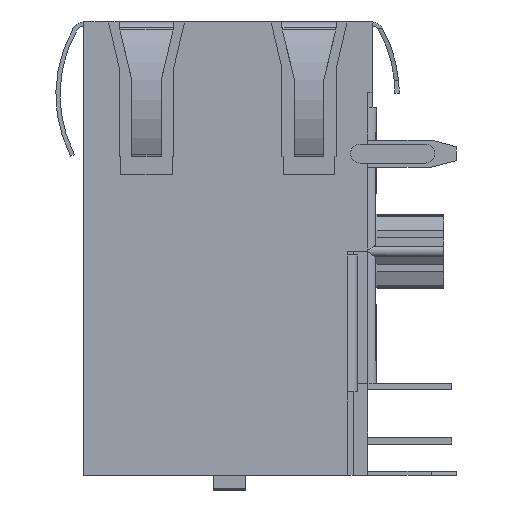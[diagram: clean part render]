
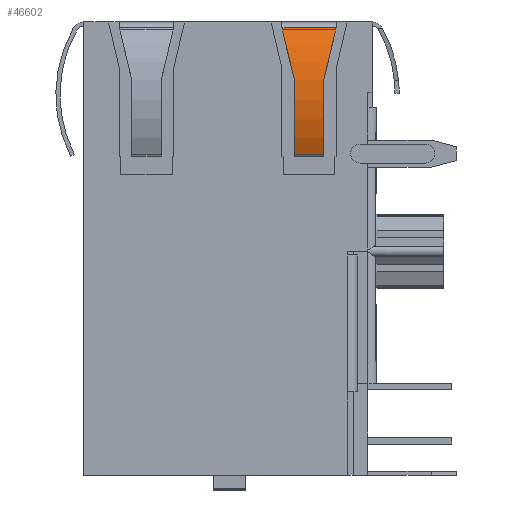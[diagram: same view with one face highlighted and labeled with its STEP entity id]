
A CAD part, left-side view. The second image highlights one B-rep face of the part: STEP entity #46602.
In plain terms, the highlighted cylindrical face has radius 6.346 mm (diameter 12.692 mm), a partial arc.
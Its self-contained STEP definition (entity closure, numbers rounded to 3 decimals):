
#16252=CARTESIAN_POINT('',(-30.797,-4.504,-2.717));
#16253=CARTESIAN_POINT('',(-30.703,-4.708,
-1.852));
#16254=CARTESIAN_POINT('',(-30.442,-4.9,
-1.038));
#16255=CARTESIAN_POINT('',(-30.01,-5.079,-0.277));
#16271=CARTESIAN_POINT('',(-30.01,-2.539,-0.277));
#16272=CARTESIAN_POINT('',(-30.442,-2.718,
-1.038));
#16273=CARTESIAN_POINT('',(-30.703,-2.91,
-1.852));
#16274=CARTESIAN_POINT('',(-30.797,-3.114,-2.717));
#16304=CARTESIAN_POINT('',(-24.489,-3.114,-3.406));
#16305=DIRECTION('',(0.,-1.,0.));
#16306=DIRECTION('',(-0.994,0.,0.109));
#16307=AXIS2_PLACEMENT_3D('',#16304,#16305,#16306);
#16313=DIRECTION('',(0.,-1.,0.));
#16314=VECTOR('',#16313,1.39);
#16315=CARTESIAN_POINT('',(-30.137,-3.114,-6.3));
#16316=LINE('',#16315,#16314);
#16321=DIRECTION('',(0.,-1.,0.));
#16322=VECTOR('',#16321,2.54);
#16323=CARTESIAN_POINT('',(-30.01,-2.539,-0.277));
#16324=LINE('',#16323,#16322);
#16329=CARTESIAN_POINT('',(-24.489,-4.504,-3.406));
#16330=DIRECTION('',(0.,1.,0.));
#16331=DIRECTION('',(-0.89,0.,-0.456));
#16332=AXIS2_PLACEMENT_3D('',#16329,#16330,#16331);
#24386=CARTESIAN_POINT('',(-30.01,-2.539,-0.277));
#24388=VERTEX_POINT('',#24386);
#24390=CARTESIAN_POINT('',(-30.01,-5.079,-0.277));
#24392=VERTEX_POINT('',#24390);
#24423=CARTESIAN_POINT('',(-30.137,-3.114,-6.3));
#24425=VERTEX_POINT('',#24423);
#24427=CARTESIAN_POINT('',(-30.137,-4.504,-6.3));
#24429=VERTEX_POINT('',#24427);
#24448=CARTESIAN_POINT('',(-30.797,-3.114,-2.717));
#24449=VERTEX_POINT('',#24448);
#24450=CARTESIAN_POINT('',(-30.797,-4.504,-2.717));
#24451=VERTEX_POINT('',#24450);
#46587=CARTESIAN_POINT('',(-24.489,-2.539,-3.406));
#46588=DIRECTION('',(0.,-1.,0.));
#46589=DIRECTION('',(0.,0.,-1.));
#46590=AXIS2_PLACEMENT_3D('',#46587,#46588,#46589);
#46591=CYLINDRICAL_SURFACE('',#46590,6.346);
#46592=ORIENTED_EDGE('',*,*,#46568,.F.);
#46593=ORIENTED_EDGE('',*,*,#46535,.F.);
#46595=ORIENTED_EDGE('',*,*,#46594,.T.);
#46596=ORIENTED_EDGE('',*,*,#46503,.F.);
#46598=ORIENTED_EDGE('',*,*,#46597,.F.);
#46599=ORIENTED_EDGE('',*,*,#46579,.F.);
#46600=EDGE_LOOP('',(#46592,#46593,#46595,#46596,#46598,#46599));
#46601=FACE_OUTER_BOUND('',#46600,.F.);
#46602=ADVANCED_FACE('',(#46601),#46591,.T.);
#16256=B_SPLINE_CURVE_WITH_KNOTS('',3,(#16252,#16253,#16254,#16255),
.UNSPECIFIED.,.F.,.F.,(4,4),(0.,1.),.UNSPECIFIED.);
#16275=B_SPLINE_CURVE_WITH_KNOTS('',3,(#16271,#16272,#16273,#16274),
.UNSPECIFIED.,.F.,.F.,(4,4),(0.,1.),.UNSPECIFIED.);
#16308=CIRCLE('',#16307,6.346);
#16333=CIRCLE('',#16332,6.346);
#46503=EDGE_CURVE('',#24451,#24392,#16256,.T.);
#46535=EDGE_CURVE('',#24388,#24449,#16275,.T.);
#46568=EDGE_CURVE('',#24449,#24425,#16308,.T.);
#46579=EDGE_CURVE('',#24425,#24429,#16316,.T.);
#46594=EDGE_CURVE('',#24388,#24392,#16324,.T.);
#46597=EDGE_CURVE('',#24429,#24451,#16333,.T.);
